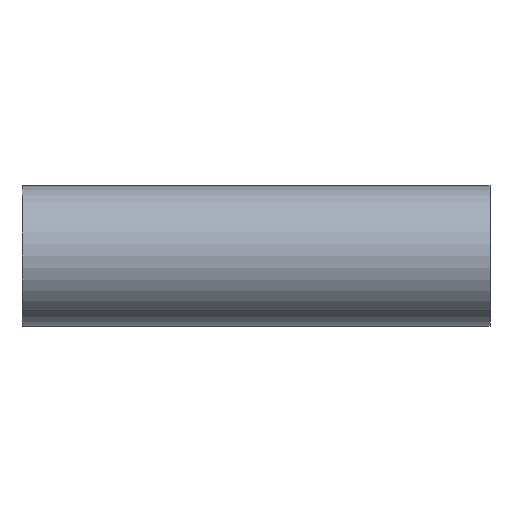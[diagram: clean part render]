
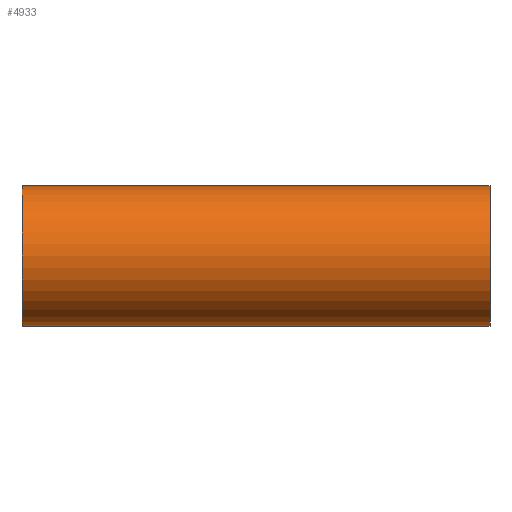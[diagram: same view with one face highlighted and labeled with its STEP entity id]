
A CAD part, left-side view. The second image highlights one B-rep face of the part: STEP entity #4933.
In plain terms, the highlighted cylindrical face has radius 30 mm (diameter 60 mm), a partial arc.
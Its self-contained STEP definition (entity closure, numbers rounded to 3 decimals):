
#83 = ORIENTED_EDGE ( 'NONE', *, *, #7384, .F. ) ;
#231 = ORIENTED_EDGE ( 'NONE', *, *, #6150, .T. ) ;
#394 = DIRECTION ( 'NONE',  ( 0., -1., 0. ) ) ;
#611 = CARTESIAN_POINT ( 'NONE',  ( 0., 200., 0. ) ) ;
#615 = CARTESIAN_POINT ( 'NONE',  ( 0., 200., 30. ) ) ;
#1024 = VECTOR ( 'NONE', #394, 1000. ) ;
#1203 = FACE_OUTER_BOUND ( 'NONE', #8441, .T. ) ;
#1660 = DIRECTION ( 'NONE',  ( 0., 0., 1. ) ) ;
#1881 = CARTESIAN_POINT ( 'NONE',  ( 0., 200., 0. ) ) ;
#1915 = AXIS2_PLACEMENT_3D ( 'NONE', #611, #3552, #6487 ) ;
#2147 = CARTESIAN_POINT ( 'NONE',  ( 0., 0., -30. ) ) ;
#2543 = ORIENTED_EDGE ( 'NONE', *, *, #8683, .T. ) ;
#2605 = DIRECTION ( 'NONE',  ( 0., 0., -1. ) ) ;
#3373 = CARTESIAN_POINT ( 'NONE',  ( 0., 200., 30. ) ) ;
#3552 = DIRECTION ( 'NONE',  ( 0., 1., 0. ) ) ;
#3597 = LINE ( 'NONE', #3373, #5286 ) ;
#3625 = VERTEX_POINT ( 'NONE', #615 ) ;
#3770 = CARTESIAN_POINT ( 'NONE',  ( 0., 200., -30. ) ) ;
#3940 = ORIENTED_EDGE ( 'NONE', *, *, #4922, .F. ) ;
#4922 = EDGE_CURVE ( 'NONE', #3625, #9320, #3597, .T. ) ;
#4933 = ADVANCED_FACE ( 'NONE', ( #1203 ), #6357, .T. ) ;
#5286 = VECTOR ( 'NONE', #6266, 1000. ) ;
#5593 = LINE ( 'NONE', #6947, #1024 ) ;
#6064 = CIRCLE ( 'NONE', #1915, 30. ) ;
#6150 = EDGE_CURVE ( 'NONE', #7647, #9320, #6996, .T. ) ;
#6266 = DIRECTION ( 'NONE',  ( 0., -1., 0. ) ) ;
#6357 = CYLINDRICAL_SURFACE ( 'NONE', #9131, 30. ) ;
#6487 = DIRECTION ( 'NONE',  ( 0., 0., 1. ) ) ;
#6532 = DIRECTION ( 'NONE',  ( 0., -1., 0. ) ) ;
#6583 = CARTESIAN_POINT ( 'NONE',  ( 0., 0., 0. ) ) ;
#6947 = CARTESIAN_POINT ( 'NONE',  ( 0., 200., -30. ) ) ;
#6996 = CIRCLE ( 'NONE', #7445, 30. ) ;
#7384 = EDGE_CURVE ( 'NONE', #8451, #3625, #6064, .T. ) ;
#7445 = AXIS2_PLACEMENT_3D ( 'NONE', #6583, #9508, #1660 ) ;
#7647 = VERTEX_POINT ( 'NONE', #2147 ) ;
#8173 = CARTESIAN_POINT ( 'NONE',  ( 0., 0., 30. ) ) ;
#8441 = EDGE_LOOP ( 'NONE', ( #3940, #83, #2543, #231 ) ) ;
#8451 = VERTEX_POINT ( 'NONE', #3770 ) ;
#8683 = EDGE_CURVE ( 'NONE', #8451, #7647, #5593, .T. ) ;
#9131 = AXIS2_PLACEMENT_3D ( 'NONE', #1881, #6532, #2605 ) ;
#9320 = VERTEX_POINT ( 'NONE', #8173 ) ;
#9508 = DIRECTION ( 'NONE',  ( 0., 1., 0. ) ) ;
